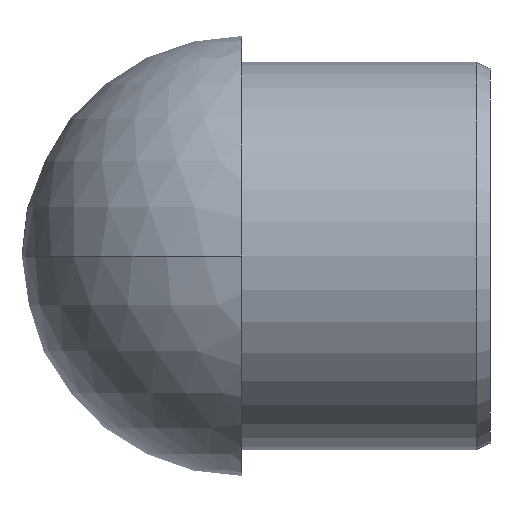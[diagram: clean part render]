
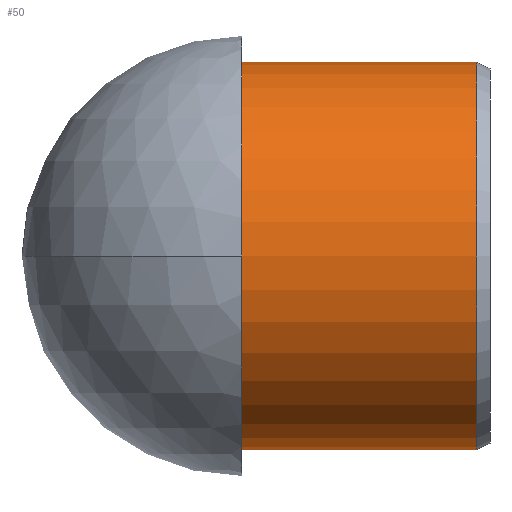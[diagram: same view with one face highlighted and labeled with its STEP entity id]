
A CAD part, left-side view. The second image highlights one B-rep face of the part: STEP entity #50.
In plain terms, the highlighted cylindrical face has radius 14.85 mm (diameter 29.7 mm), a partial arc.
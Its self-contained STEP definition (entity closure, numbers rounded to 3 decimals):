
#11 = ORIENTED_EDGE ( 'NONE', *, *, #271, .F. ) ;
#40 = VERTEX_POINT ( 'NONE', #178 ) ;
#46 = ORIENTED_EDGE ( 'NONE', *, *, #294, .T. ) ;
#47 = VERTEX_POINT ( 'NONE', #143 ) ;
#50 = ADVANCED_FACE ( 'NONE', ( #123 ), #64, .T. ) ;
#55 = DIRECTION ( 'NONE',  ( 0., 0., -1. ) ) ;
#64 = CYLINDRICAL_SURFACE ( 'NONE', #280, 14.85 ) ;
#92 = DIRECTION ( 'NONE',  ( 0., -1., 0. ) ) ;
#100 = CARTESIAN_POINT ( 'NONE',  ( 0., -4.349, 0. ) ) ;
#113 = VERTEX_POINT ( 'NONE', #217 ) ;
#123 = FACE_OUTER_BOUND ( 'NONE', #270, .T. ) ;
#136 = ORIENTED_EDGE ( 'NONE', *, *, #368, .F. ) ;
#143 = CARTESIAN_POINT ( 'NONE',  ( 0., 13.651, 14.85 ) ) ;
#145 = DIRECTION ( 'NONE',  ( 0., 0., -1. ) ) ;
#147 = EDGE_CURVE ( 'NONE', #47, #154, #292, .T. ) ;
#154 = VERTEX_POINT ( 'NONE', #317 ) ;
#161 = DIRECTION ( 'NONE',  ( 0., -1., 0. ) ) ;
#178 = CARTESIAN_POINT ( 'NONE',  ( 0., -4.349, 14.85 ) ) ;
#212 = CARTESIAN_POINT ( 'NONE',  ( 0., 30.501, 0. ) ) ;
#213 = DIRECTION ( 'NONE',  ( 0., -1., 0. ) ) ;
#217 = CARTESIAN_POINT ( 'NONE',  ( 0., -4.349, -14.85 ) ) ;
#225 = DIRECTION ( 'NONE',  ( 0., -1., 0. ) ) ;
#246 = DIRECTION ( 'NONE',  ( 0., -1., 0. ) ) ;
#262 = VECTOR ( 'NONE', #246, 1000. ) ;
#264 = CARTESIAN_POINT ( 'NONE',  ( 0., 30.501, -14.85 ) ) ;
#268 = ORIENTED_EDGE ( 'NONE', *, *, #147, .T. ) ;
#270 = EDGE_LOOP ( 'NONE', ( #136, #268, #46, #11 ) ) ;
#271 = EDGE_CURVE ( 'NONE', #40, #113, #355, .T. ) ;
#280 = AXIS2_PLACEMENT_3D ( 'NONE', #212, #92, #145 ) ;
#284 = CARTESIAN_POINT ( 'NONE',  ( 0., 30.501, 14.85 ) ) ;
#292 = CIRCLE ( 'NONE', #349, 14.85 ) ;
#294 = EDGE_CURVE ( 'NONE', #154, #113, #296, .T. ) ;
#296 = LINE ( 'NONE', #264, #401 ) ;
#317 = CARTESIAN_POINT ( 'NONE',  ( 0., 13.651, -14.85 ) ) ;
#320 = DIRECTION ( 'NONE',  ( 0., 0., -1. ) ) ;
#349 = AXIS2_PLACEMENT_3D ( 'NONE', #369, #213, #55 ) ;
#355 = CIRCLE ( 'NONE', #393, 14.85 ) ;
#368 = EDGE_CURVE ( 'NONE', #47, #40, #391, .T. ) ;
#369 = CARTESIAN_POINT ( 'NONE',  ( 0., 13.651, 0. ) ) ;
#391 = LINE ( 'NONE', #284, #262 ) ;
#393 = AXIS2_PLACEMENT_3D ( 'NONE', #100, #225, #320 ) ;
#401 = VECTOR ( 'NONE', #161, 1000. ) ;
